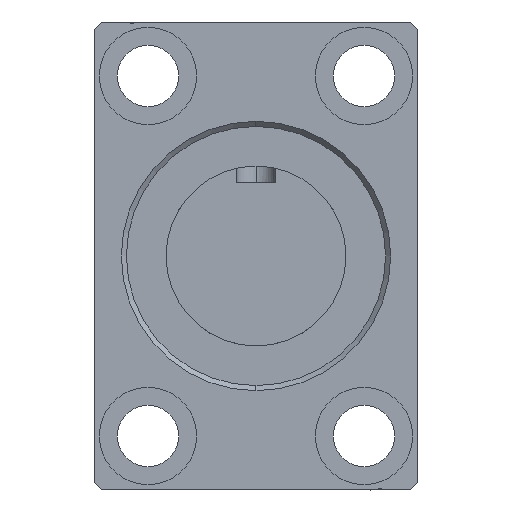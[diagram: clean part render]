
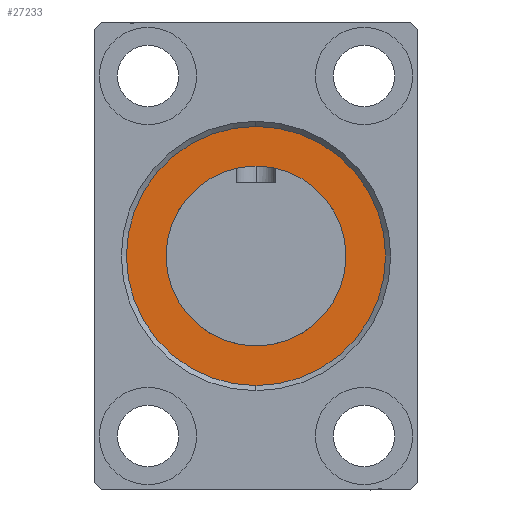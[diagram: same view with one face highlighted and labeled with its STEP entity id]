
A CAD part, left-side view. The second image highlights one B-rep face of the part: STEP entity #27233.
In plain terms, the highlighted planar face has unit normal (-1, 0, 0).
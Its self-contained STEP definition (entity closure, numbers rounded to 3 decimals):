
#2562 = ORIENTED_EDGE ( 'NONE', *, *, #26991, .F. ) ;
#3134 = VERTEX_POINT ( 'NONE', #29499 ) ;
#3853 = DIRECTION ( 'NONE',  ( 0., 0., 1. ) ) ;
#4269 = AXIS2_PLACEMENT_3D ( 'NONE', #26080, #16387, #3853 ) ;
#4351 = CARTESIAN_POINT ( 'NONE',  ( 7., 0., -12.5 ) ) ;
#6559 = DIRECTION ( 'NONE',  ( -1., 0., 0. ) ) ;
#7199 = FACE_BOUND ( 'NONE', #24415, .T. ) ;
#7740 = DIRECTION ( 'NONE',  ( 0., 0., 1. ) ) ;
#7904 = CIRCLE ( 'NONE', #22374, 12.5 ) ;
#8087 = DIRECTION ( 'NONE',  ( -1., 0., 0. ) ) ;
#9616 = VERTEX_POINT ( 'NONE', #20389 ) ;
#9805 = FACE_OUTER_BOUND ( 'NONE', #33461, .T. ) ;
#10313 = DIRECTION ( 'NONE',  ( -1., 0., 0. ) ) ;
#11571 = AXIS2_PLACEMENT_3D ( 'NONE', #31546, #8087, #21660 ) ;
#16212 = ORIENTED_EDGE ( 'NONE', *, *, #17434, .T. ) ;
#16387 = DIRECTION ( 'NONE',  ( -1., 0., 0. ) ) ;
#17053 = ORIENTED_EDGE ( 'NONE', *, *, #40353, .F. ) ;
#17434 = EDGE_CURVE ( 'NONE', #3134, #9616, #26294, .T. ) ;
#19270 = VERTEX_POINT ( 'NONE', #19637 ) ;
#19637 = CARTESIAN_POINT ( 'NONE',  ( 7., 0., 12.5 ) ) ;
#19861 = ORIENTED_EDGE ( 'NONE', *, *, #29230, .T. ) ;
#20364 = CARTESIAN_POINT ( 'NONE',  ( 7., 0., 0. ) ) ;
#20389 = CARTESIAN_POINT ( 'NONE',  ( 7., 0., 18. ) ) ;
#21660 = DIRECTION ( 'NONE',  ( 0., 0., 1. ) ) ;
#22374 = AXIS2_PLACEMENT_3D ( 'NONE', #39839, #40049, #7740 ) ;
#22784 = VERTEX_POINT ( 'NONE', #4351 ) ;
#24394 = CIRCLE ( 'NONE', #41561, 18. ) ;
#24415 = EDGE_LOOP ( 'NONE', ( #2562, #17053 ) ) ;
#26080 = CARTESIAN_POINT ( 'NONE',  ( 7., 0., 0. ) ) ;
#26294 = CIRCLE ( 'NONE', #4269, 18. ) ;
#26991 = EDGE_CURVE ( 'NONE', #19270, #22784, #7904, .T. ) ;
#27233 = ADVANCED_FACE ( 'NONE', ( #7199, #9805 ), #42532, .T. ) ;
#28073 = CIRCLE ( 'NONE', #11571, 12.5 ) ;
#29230 = EDGE_CURVE ( 'NONE', #9616, #3134, #24394, .T. ) ;
#29499 = CARTESIAN_POINT ( 'NONE',  ( 7., 0., -18. ) ) ;
#29825 = DIRECTION ( 'NONE',  ( 0., 0., 1. ) ) ;
#31546 = CARTESIAN_POINT ( 'NONE',  ( 7., 0., 0. ) ) ;
#33461 = EDGE_LOOP ( 'NONE', ( #19861, #16212 ) ) ;
#35363 = AXIS2_PLACEMENT_3D ( 'NONE', #20364, #6559, #29825 ) ;
#37870 = DIRECTION ( 'NONE',  ( 0., 0., 1. ) ) ;
#39827 = CARTESIAN_POINT ( 'NONE',  ( 7., 0., 0. ) ) ;
#39839 = CARTESIAN_POINT ( 'NONE',  ( 7., 0., 0. ) ) ;
#40049 = DIRECTION ( 'NONE',  ( -1., 0., 0. ) ) ;
#40353 = EDGE_CURVE ( 'NONE', #22784, #19270, #28073, .T. ) ;
#41561 = AXIS2_PLACEMENT_3D ( 'NONE', #39827, #10313, #37870 ) ;
#42532 = PLANE ( 'NONE',  #35363 ) ;
